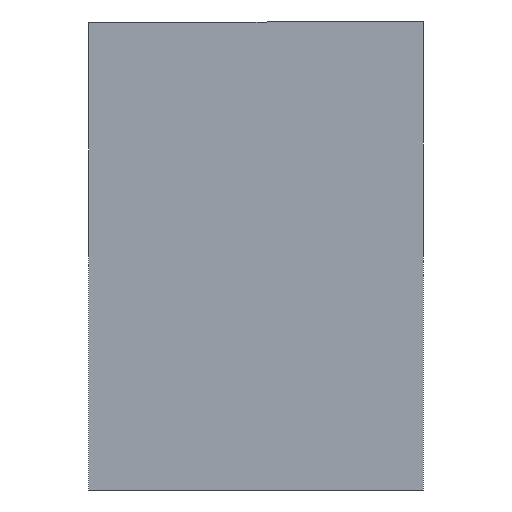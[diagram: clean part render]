
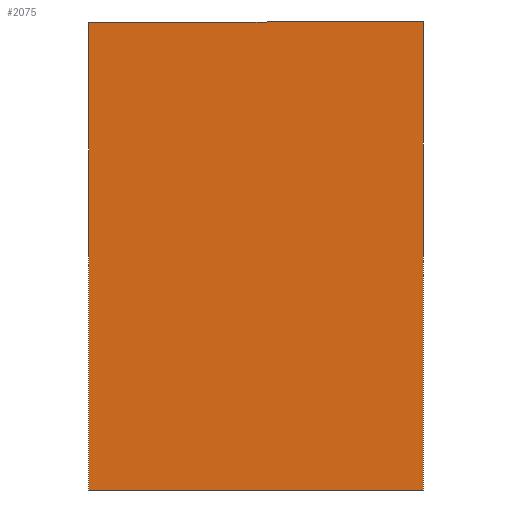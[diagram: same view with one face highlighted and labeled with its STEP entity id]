
A CAD part, left-side view. The second image highlights one B-rep face of the part: STEP entity #2075.
In plain terms, the highlighted planar face has unit normal (-1, 0, 0).
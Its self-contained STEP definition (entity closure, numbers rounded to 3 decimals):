
#90 = ORIENTED_EDGE ( 'NONE', *, *, #2170, .T. ) ;
#132 = DIRECTION ( 'NONE',  ( 0., 1., 0. ) ) ;
#157 = VERTEX_POINT ( 'NONE', #2078 ) ;
#210 = EDGE_LOOP ( 'NONE', ( #512, #90, #215, #639 ) ) ;
#215 = ORIENTED_EDGE ( 'NONE', *, *, #2352, .T. ) ;
#310 = CARTESIAN_POINT ( 'NONE',  ( -0.01, 1.99, -2.79 ) ) ;
#326 = CARTESIAN_POINT ( 'NONE',  ( -0.01, 1.99, 0.01 ) ) ;
#458 = CARTESIAN_POINT ( 'NONE',  ( -0.01, -0.01, 0.01 ) ) ;
#512 = ORIENTED_EDGE ( 'NONE', *, *, #1885, .T. ) ;
#551 = DIRECTION ( 'NONE',  ( -1., 0., 0. ) ) ;
#593 = DIRECTION ( 'NONE',  ( 0., 0., 1. ) ) ;
#639 = ORIENTED_EDGE ( 'NONE', *, *, #1096, .T. ) ;
#835 = CARTESIAN_POINT ( 'NONE',  ( -0.01, 1.99, -2.79 ) ) ;
#865 = CARTESIAN_POINT ( 'NONE',  ( -0.01, -0.01, -2.79 ) ) ;
#895 = DIRECTION ( 'NONE',  ( 0., 0., 1. ) ) ;
#907 = CARTESIAN_POINT ( 'NONE',  ( -0.01, -0.01, -2.79 ) ) ;
#1034 = DIRECTION ( 'NONE',  ( 0., -1., 0. ) ) ;
#1038 = LINE ( 'NONE', #310, #1682 ) ;
#1096 = EDGE_CURVE ( 'NONE', #157, #2142, #1038, .T. ) ;
#1118 = VERTEX_POINT ( 'NONE', #865 ) ;
#1216 = DIRECTION ( 'NONE',  ( 0., 0., -1. ) ) ;
#1217 = VERTEX_POINT ( 'NONE', #458 ) ;
#1530 = PLANE ( 'NONE',  #2262 ) ;
#1625 = LINE ( 'NONE', #907, #2506 ) ;
#1682 = VECTOR ( 'NONE', #1216, 1000. ) ;
#1808 = VECTOR ( 'NONE', #132, 1000. ) ;
#1885 = EDGE_CURVE ( 'NONE', #2142, #1118, #2356, .T. ) ;
#2075 = ADVANCED_FACE ( 'NONE', ( #2326 ), #1530, .T. ) ;
#2078 = CARTESIAN_POINT ( 'NONE',  ( -0.01, 1.99, 0.01 ) ) ;
#2101 = CARTESIAN_POINT ( 'NONE',  ( -0.01, 0., 0. ) ) ;
#2142 = VERTEX_POINT ( 'NONE', #2165 ) ;
#2165 = CARTESIAN_POINT ( 'NONE',  ( -0.01, 1.99, -2.79 ) ) ;
#2170 = EDGE_CURVE ( 'NONE', #1118, #1217, #1625, .T. ) ;
#2239 = LINE ( 'NONE', #326, #1808 ) ;
#2262 = AXIS2_PLACEMENT_3D ( 'NONE', #2101, #551, #593 ) ;
#2326 = FACE_OUTER_BOUND ( 'NONE', #210, .T. ) ;
#2352 = EDGE_CURVE ( 'NONE', #1217, #157, #2239, .T. ) ;
#2356 = LINE ( 'NONE', #835, #2374 ) ;
#2374 = VECTOR ( 'NONE', #1034, 1000. ) ;
#2506 = VECTOR ( 'NONE', #895, 1000. ) ;
